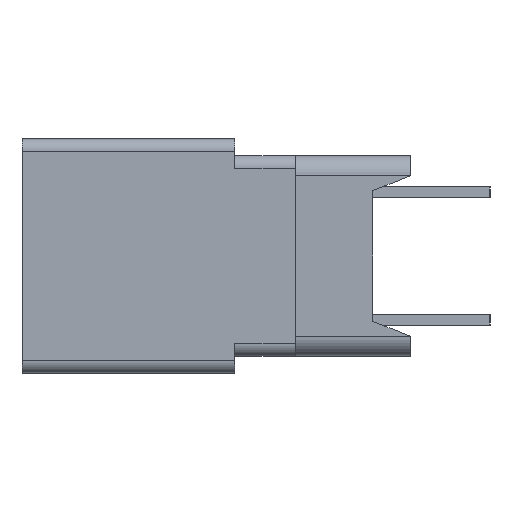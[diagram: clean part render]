
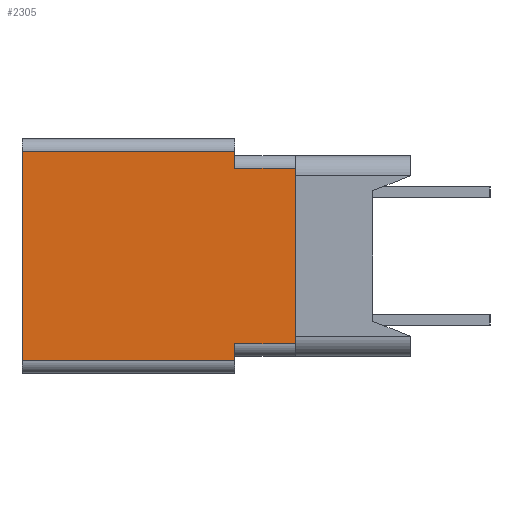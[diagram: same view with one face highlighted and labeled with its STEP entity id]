
A CAD part, left-side view. The second image highlights one B-rep face of the part: STEP entity #2305.
In plain terms, the highlighted planar face has unit normal (-1, 0, 0).
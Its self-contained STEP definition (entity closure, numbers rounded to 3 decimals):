
#55 = AXIS2_PLACEMENT_3D ( 'NONE', #2472, #3877, #2518 ) ;
#198 = EDGE_CURVE ( 'NONE', #8557, #2145, #4582, .T. ) ;
#346 = DIRECTION ( 'NONE',  ( 0., 1., 0. ) ) ;
#438 = DIRECTION ( 'NONE',  ( 0., 0., 1. ) ) ;
#543 = DIRECTION ( 'NONE',  ( 0., 1., 0. ) ) ;
#596 = DIRECTION ( 'NONE',  ( 0., -1., 0. ) ) ;
#727 = CARTESIAN_POINT ( 'NONE',  ( 0., 10.18, -8.175 ) ) ;
#742 = VECTOR ( 'NONE', #6007, 1000. ) ;
#810 = CARTESIAN_POINT ( 'NONE',  ( 0., 10.18, -8.175 ) ) ;
#943 = LINE ( 'NONE', #6531, #7174 ) ;
#1121 = FACE_OUTER_BOUND ( 'NONE', #4063, .T. ) ;
#1653 = CARTESIAN_POINT ( 'NONE',  ( 0., 10.18, -1.175 ) ) ;
#1777 = ORIENTED_EDGE ( 'NONE', *, *, #6057, .T. ) ;
#2145 = VERTEX_POINT ( 'NONE', #3479 ) ;
#2291 = VERTEX_POINT ( 'NONE', #3833 ) ;
#2305 = ADVANCED_FACE ( 'NONE', ( #1121 ), #3072, .T. ) ;
#2329 = CARTESIAN_POINT ( 'NONE',  ( 0., 10.18, -0.5 ) ) ;
#2336 = ORIENTED_EDGE ( 'NONE', *, *, #7352, .T. ) ;
#2445 = VECTOR ( 'NONE', #543, 1000. ) ;
#2462 = LINE ( 'NONE', #2329, #3445 ) ;
#2472 = CARTESIAN_POINT ( 'NONE',  ( 0., 4.68, -4.675 ) ) ;
#2518 = DIRECTION ( 'NONE',  ( 0., 0., 1. ) ) ;
#2669 = EDGE_CURVE ( 'NONE', #8557, #6631, #7287, .T. ) ;
#2811 = LINE ( 'NONE', #727, #6870 ) ;
#3067 = ORIENTED_EDGE ( 'NONE', *, *, #6485, .T. ) ;
#3072 = PLANE ( 'NONE',  #55 ) ;
#3445 = VECTOR ( 'NONE', #346, 1000. ) ;
#3479 = CARTESIAN_POINT ( 'NONE',  ( 0., 10.18, -8.85 ) ) ;
#3547 = ORIENTED_EDGE ( 'NONE', *, *, #4440, .F. ) ;
#3669 = ORIENTED_EDGE ( 'NONE', *, *, #5042, .T. ) ;
#3833 = CARTESIAN_POINT ( 'NONE',  ( 0., 7.76, -1.175 ) ) ;
#3877 = DIRECTION ( 'NONE',  ( -1., 0., 0. ) ) ;
#3937 = ORIENTED_EDGE ( 'NONE', *, *, #2669, .F. ) ;
#4017 = VECTOR ( 'NONE', #596, 1000. ) ;
#4063 = EDGE_LOOP ( 'NONE', ( #3937, #4427, #3547, #1777, #3669, #2336, #8549, #3067 ) ) ;
#4085 = VERTEX_POINT ( 'NONE', #4822 ) ;
#4161 = LINE ( 'NONE', #6904, #4017 ) ;
#4427 = ORIENTED_EDGE ( 'NONE', *, *, #198, .T. ) ;
#4440 = EDGE_CURVE ( 'NONE', #4838, #2145, #2811, .T. ) ;
#4582 = LINE ( 'NONE', #6689, #742 ) ;
#4764 = CARTESIAN_POINT ( 'NONE',  ( 0., 18.66, -0.5 ) ) ;
#4822 = CARTESIAN_POINT ( 'NONE',  ( 0., 10.18, -0.5 ) ) ;
#4838 = VERTEX_POINT ( 'NONE', #810 ) ;
#5042 = EDGE_CURVE ( 'NONE', #5463, #2291, #943, .T. ) ;
#5181 = DIRECTION ( 'NONE',  ( 0., 0., 1. ) ) ;
#5192 = EDGE_CURVE ( 'NONE', #4085, #6578, #6297, .T. ) ;
#5446 = VECTOR ( 'NONE', #7663, 1000. ) ;
#5463 = VERTEX_POINT ( 'NONE', #8743 ) ;
#5535 = VECTOR ( 'NONE', #438, 1000. ) ;
#5947 = LINE ( 'NONE', #8128, #2445 ) ;
#6007 = DIRECTION ( 'NONE',  ( 0., -1., 0. ) ) ;
#6057 = EDGE_CURVE ( 'NONE', #4838, #5463, #4161, .T. ) ;
#6297 = LINE ( 'NONE', #8340, #5446 ) ;
#6485 = EDGE_CURVE ( 'NONE', #4085, #6631, #2462, .T. ) ;
#6531 = CARTESIAN_POINT ( 'NONE',  ( 0., 7.76, -8.175 ) ) ;
#6578 = VERTEX_POINT ( 'NONE', #1653 ) ;
#6631 = VERTEX_POINT ( 'NONE', #4764 ) ;
#6689 = CARTESIAN_POINT ( 'NONE',  ( 0., 18.66, -8.85 ) ) ;
#6870 = VECTOR ( 'NONE', #8360, 1000. ) ;
#6904 = CARTESIAN_POINT ( 'NONE',  ( 0., 10.18, -8.175 ) ) ;
#7174 = VECTOR ( 'NONE', #5181, 1000. ) ;
#7244 = CARTESIAN_POINT ( 'NONE',  ( 0., 18.66, -8.85 ) ) ;
#7287 = LINE ( 'NONE', #7244, #5535 ) ;
#7352 = EDGE_CURVE ( 'NONE', #2291, #6578, #5947, .T. ) ;
#7663 = DIRECTION ( 'NONE',  ( 0., 0., -1. ) ) ;
#8067 = CARTESIAN_POINT ( 'NONE',  ( 0., 18.66, -8.85 ) ) ;
#8128 = CARTESIAN_POINT ( 'NONE',  ( 0., 7.76, -1.175 ) ) ;
#8340 = CARTESIAN_POINT ( 'NONE',  ( 0., 10.18, -0.5 ) ) ;
#8360 = DIRECTION ( 'NONE',  ( 0., 0., -1. ) ) ;
#8549 = ORIENTED_EDGE ( 'NONE', *, *, #5192, .F. ) ;
#8557 = VERTEX_POINT ( 'NONE', #8067 ) ;
#8743 = CARTESIAN_POINT ( 'NONE',  ( 0., 7.76, -8.175 ) ) ;
